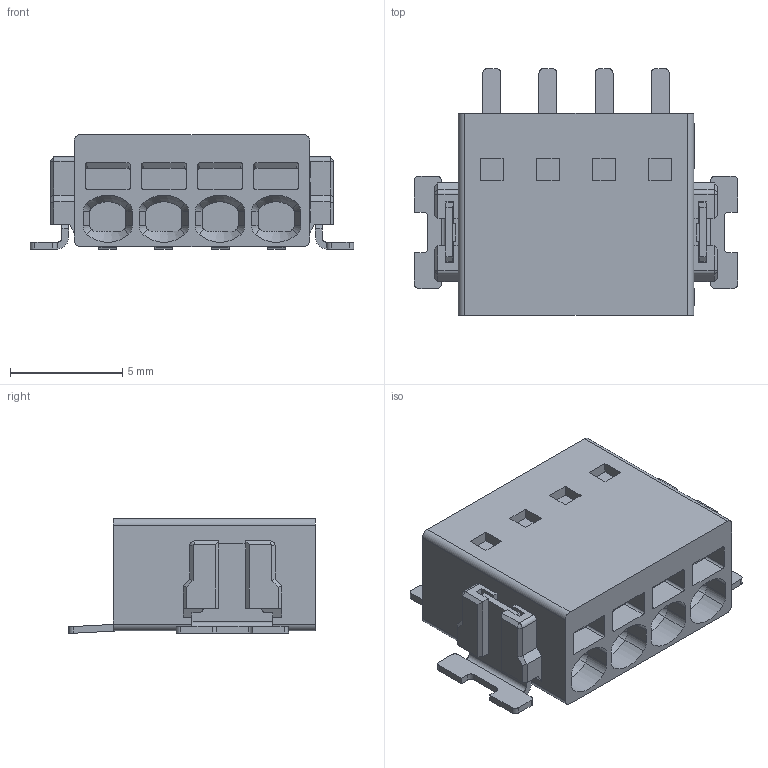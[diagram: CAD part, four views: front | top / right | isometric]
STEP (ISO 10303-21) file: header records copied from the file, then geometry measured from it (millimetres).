
FILE_DESCRIPTION(('Creo Elements/Direct Modeling STEP Export'),'2;1');
FILE_NAME('model.stp','2019-01-30T 7:50:23',(''),(''),'Creo Elements/Direct Modeling STEP processor for AP214 (Solid Model)','Creo Elements/Direct Modeling 18.1I 14-Aug-2016 (C) Parametric Technology GmbH','');
FILE_SCHEMA(('AUTOMOTIVE_DESIGN { 1 0 10303 214 1 1 1 1 }'));
Length unit declared in the file: millimetre
Products named in the file (3): LR_0_5_2_5_SMD_anker; AT_PTSM_0_5_2_5_H_SMD; PTSM_0.5-4-2.5-H_SMD_WH
Assembly tree (3 placements, depth 2):
  PTSM_0.5-4-2.5-H_SMD_WH
    LR_0_5_2_5_SMD_anker  x2
    AT_PTSM_0_5_2_5_H_SMD
Bounding box: 14.4 x 11 x 5.12 mm (x, y, z)
Volume: 403.3 mm3; surface area: 728.1 mm2
Topology: 3 solids, 3 shells, 589 faces, 1558 edges, 1004 vertices
Faces by surface type: plane 414, cylinder 130, cone 28, extrusion 17
Entity records: 22001 total; most frequent: CARTESIAN_POINT 3803, ORIENTED_EDGE 2920, DIRECTION 2710, EDGE_CURVE 1460, VECTOR 1198, LINE 1181, VERTEX_POINT 940, AXIS2_PLACEMENT_3D 756
